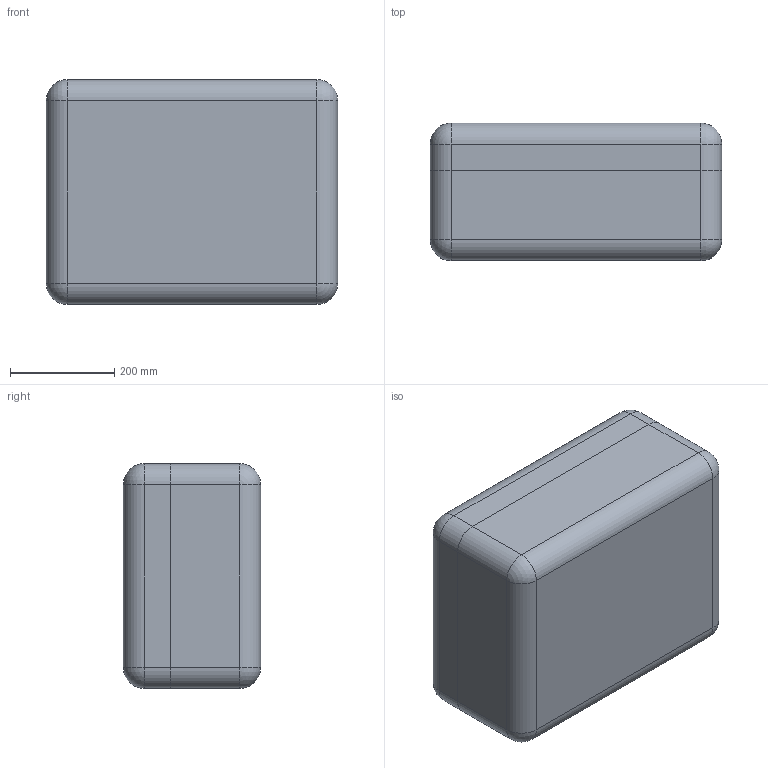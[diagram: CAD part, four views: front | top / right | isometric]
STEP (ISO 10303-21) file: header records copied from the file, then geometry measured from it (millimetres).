
FILE_DESCRIPTION (( 'STEP AP214' ), '1' );
FILE_NAME ('Ñáîðêà_Ï250(óïð.).STEP', '2022-05-25T11:10:52', ( '' ), ( '' ), 'SwSTEP 2.0', 'SolidWorks 2021', '' );
FILE_SCHEMA (( 'AUTOMOTIVE_DESIGN' ));
Length unit declared in the file: millimetre
Products named in the file (3): Êðûøêà_Ï250(óïð.); Ñáîðêà_Ï250(óïð.); Êîðïóñ_Ï250(óïð.)
Assembly tree (2 placements, depth 2):
  Ñáîðêà_Ï250(óïð.)
    Êîðïóñ_Ï250(óïð.)
    Êðûøêà_Ï250(óïð.)
Bounding box: 558 x 262.93 x 430 mm (x, y, z)
Volume: 36603631.8 mm3; surface area: 1683172.7 mm2
Topology: 2 solids, 3 shells, 940 faces, 2577 edges, 1672 vertices
Faces by surface type: plane 469, bspline 248, cylinder 171, sphere 20, cone 20, torus 12
Entity records: 40058 total; most frequent: CARTESIAN_POINT 18415, ORIENTED_EDGE 5102, DIRECTION 3420, EDGE_CURVE 2551, VERTEX_POINT 1672, VECTOR 1528, LINE 1528, EDGE_LOOP 1023
